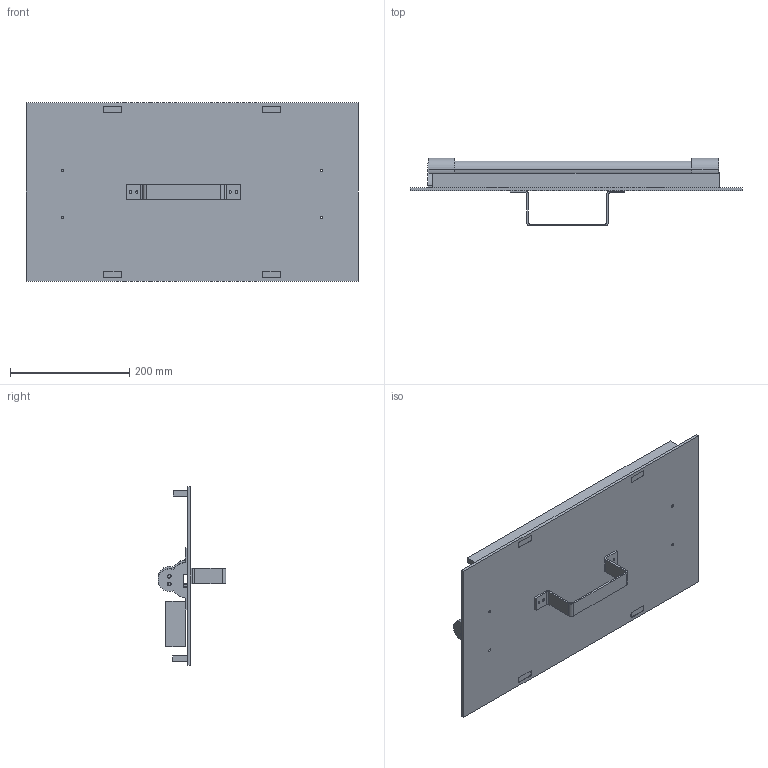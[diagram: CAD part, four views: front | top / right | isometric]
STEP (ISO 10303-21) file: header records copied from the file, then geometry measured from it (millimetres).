
FILE_DESCRIPTION (( 'STEP AP214' ), '1' );
FILE_NAME ('Box_lid subassembly.STEP', '2020-04-13T12:52:02', ( '' ), ( '' ), 'SwSTEP 2.0', 'SolidWorks 2019', '' );
FILE_SCHEMA (( 'AUTOMOTIVE_DESIGN' ));
Length unit declared in the file: millimetre
Products named in the file (8): UVC light subassembly; slider block_final; Box_lid subassembly; Metal handle; UV holder_whole; PC Sheet_Lid; IUV_2S60 Ballast; TUV 25W 1SL_25 UV Lamp
Assembly tree (9 placements, depth 3):
  Box_lid subassembly
    slider block_final  x2
    PC Sheet_Lid
    Metal handle
    UVC light subassembly
      TUV 25W 1SL_25 UV Lamp
      UV holder_whole  x2
    IUV_2S60 Ballast
Bounding box: 557 x 113.95 x 300 mm (x, y, z)
Volume: 1748591.2 mm3; surface area: 596301.7 mm2
Topology: 8 solids, 9 shells, 192 faces, 472 edges, 304 vertices
Faces by surface type: plane 118, cylinder 70, bspline 4
Entity records: 4808 total; most frequent: DIRECTION 798, CARTESIAN_POINT 778, ORIENTED_EDGE 728, EDGE_CURVE 364, AXIS2_PLACEMENT_3D 276, LINE 246, VECTOR 246, VERTEX_POINT 232
